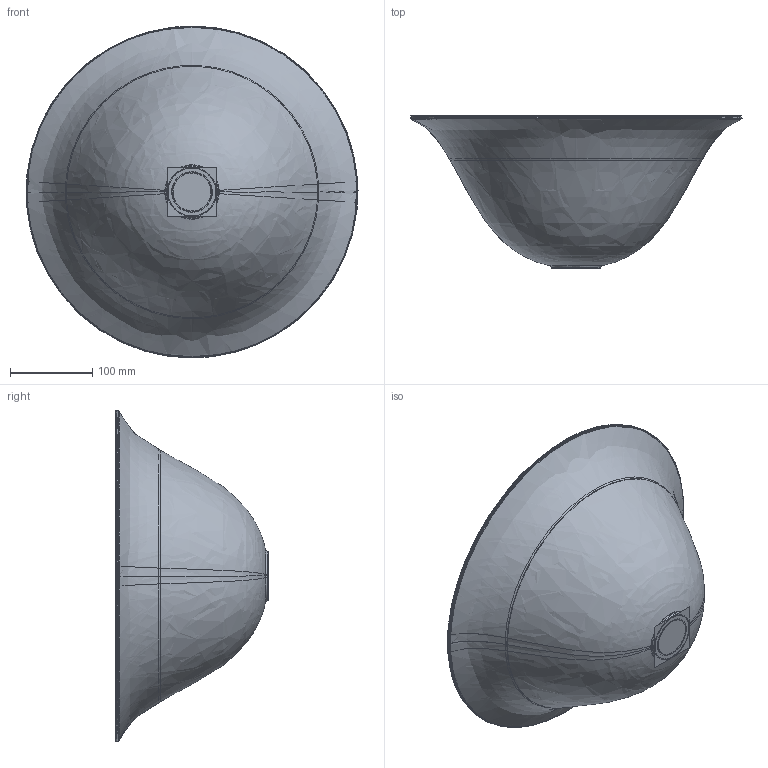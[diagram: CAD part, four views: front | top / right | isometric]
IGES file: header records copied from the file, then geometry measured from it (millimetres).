
Start section:  PTC IGES file: 39125_igs.igs
Global section: file name: 39125_igs.igs; native system: Pro/ENGINEER by Parametric Technology Corporation; preprocessor: 2010040; author: gbalzan; organization: Unknown; date: 20110701.153656; units: millimetre
Bounding box: 402.93 x 185.1 x 402.9 mm (x, y, z)
Volume: 1838602.5 mm3; surface area: 2055093.7 mm2
Topology: 1 solids, 2 shells, 62 faces, 258 edges, 298 vertices
Faces by surface type: bspline 62
